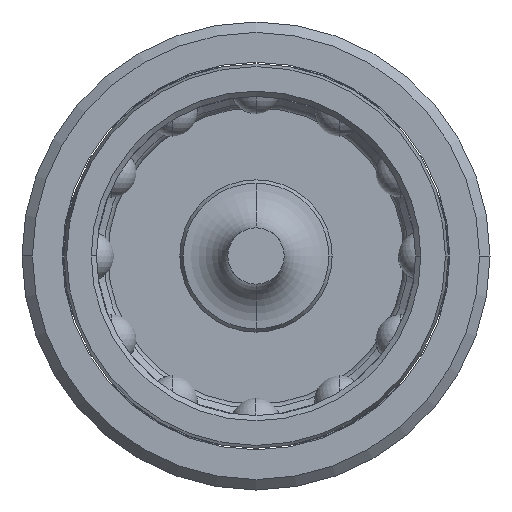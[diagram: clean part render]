
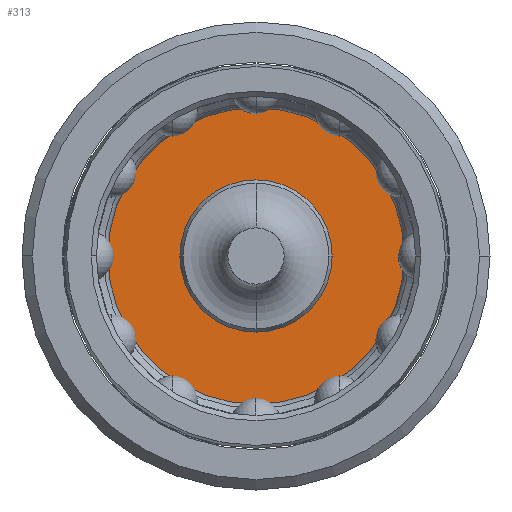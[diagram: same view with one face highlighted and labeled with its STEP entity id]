
A CAD part, left-side view. The second image highlights one B-rep face of the part: STEP entity #313.
In plain terms, the highlighted planar face has unit normal (-1, 0, 0).
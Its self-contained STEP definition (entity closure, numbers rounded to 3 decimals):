
#313 = ADVANCED_FACE( '', ( #638, #639 ), #640, .T. );
#638 = FACE_OUTER_BOUND( '', #996, .T. );
#639 = FACE_BOUND( '', #997, .T. );
#640 = PLANE( '', #998 );
#996 = EDGE_LOOP( '', ( #2100, #2101 ) );
#997 = EDGE_LOOP( '', ( #2102, #2103 ) );
#998 = AXIS2_PLACEMENT_3D( '', #2104, #2105, #2106 );
#2100 = ORIENTED_EDGE( '', *, *, #2627, .F. );
#2101 = ORIENTED_EDGE( '', *, *, #2571, .F. );
#2102 = ORIENTED_EDGE( '', *, *, #2574, .T. );
#2103 = ORIENTED_EDGE( '', *, *, #2626, .T. );
#2104 = CARTESIAN_POINT( '', ( -23.7, -10.931, 0. ) );
#2105 = DIRECTION( '', ( -1., 0., 0. ) );
#2106 = DIRECTION( '', ( 0., 1., 0. ) );
#2571 = EDGE_CURVE( '', #3138, #3134, #3140, .T. );
#2574 = EDGE_CURVE( '', #3141, #3143, #3145, .T. );
#2626 = EDGE_CURVE( '', #3143, #3141, #3228, .T. );
#2627 = EDGE_CURVE( '', #3134, #3138, #3229, .T. );
#3134 = VERTEX_POINT( '', #4378 );
#3138 = VERTEX_POINT( '', #4383 );
#3140 = CIRCLE( '', #4386, 14.575 );
#3141 = VERTEX_POINT( '', #4387 );
#3143 = VERTEX_POINT( '', #4390 );
#3145 = CIRCLE( '', #4393, 7.287 );
#3228 = CIRCLE( '', #4800, 7.287 );
#3229 = CIRCLE( '', #4801, 14.575 );
#4378 = CARTESIAN_POINT( '', ( -23.7, -14.575, 0. ) );
#4383 = CARTESIAN_POINT( '', ( -23.7, 14.575, 0. ) );
#4386 = AXIS2_PLACEMENT_3D( '', #5363, #5364, #5365 );
#4387 = CARTESIAN_POINT( '', ( -23.7, -7.287, 0. ) );
#4390 = CARTESIAN_POINT( '', ( -23.7, 7.287, 0. ) );
#4393 = AXIS2_PLACEMENT_3D( '', #5368, #5369, #5370 );
#4800 = AXIS2_PLACEMENT_3D( '', #5466, #5467, #5468 );
#4801 = AXIS2_PLACEMENT_3D( '', #5469, #5470, #5471 );
#5363 = CARTESIAN_POINT( '', ( -23.7, 0., 0. ) );
#5364 = DIRECTION( '', ( 1., 0., 0. ) );
#5365 = DIRECTION( '', ( 0., -1., 0. ) );
#5368 = CARTESIAN_POINT( '', ( -23.7, 0., 0. ) );
#5369 = DIRECTION( '', ( 1., 0., 0. ) );
#5370 = DIRECTION( '', ( 0., -1., 0. ) );
#5466 = CARTESIAN_POINT( '', ( -23.7, 0., 0. ) );
#5467 = DIRECTION( '', ( 1., 0., 0. ) );
#5468 = DIRECTION( '', ( 0., -1., 0. ) );
#5469 = CARTESIAN_POINT( '', ( -23.7, 0., 0. ) );
#5470 = DIRECTION( '', ( 1., 0., 0. ) );
#5471 = DIRECTION( '', ( 0., -1., 0. ) );
